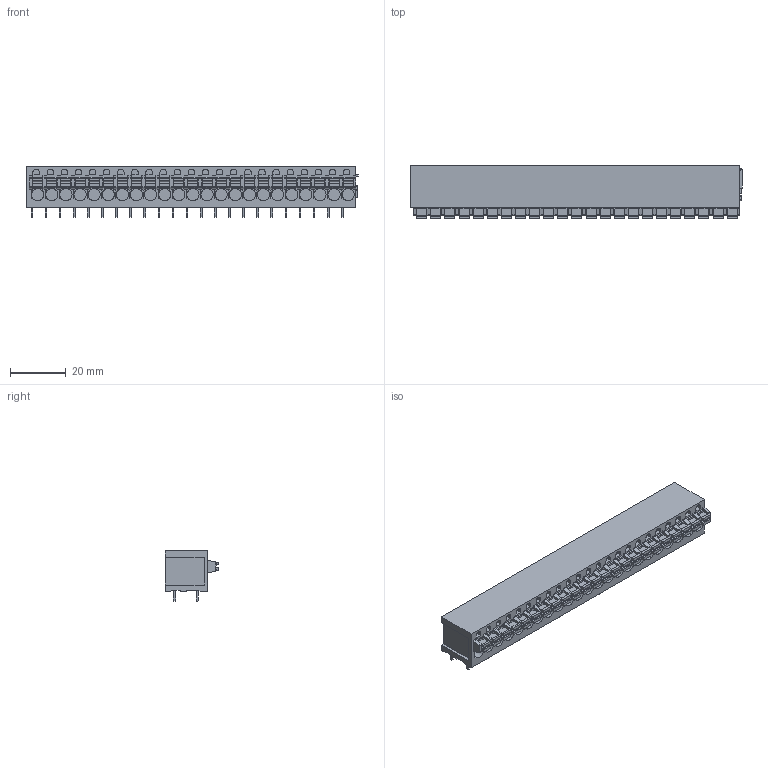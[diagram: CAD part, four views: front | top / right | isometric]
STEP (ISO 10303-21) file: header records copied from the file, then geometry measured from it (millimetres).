
FILE_DESCRIPTION(('CATIA V5 STEP Exchange','CAx-IF Rec.Pracs.--- Model Styling and Organization---1.2---2011-12-15'),'2;1');
FILE_NAME ('D1451118_0_1330940000_1330940000.stp','2018-09-07T10:43:45+00:00',('none'),('Weidmueller'),'CATIA Version 5-6 Release 2014','CATIA V5 STEP AP214','none');
FILE_SCHEMA(('AUTOMOTIVE_DESIGN { 1 0 10303 214 1 1 1 1 }'));
Length unit declared in the file: millimetre
Products named in the file (1): 1330940000
Bounding box: 119.49 x 19.2 x 18.3 mm (x, y, z)
Volume: 24829 mm3; surface area: 14323.7 mm2
Topology: 70 solids, 70 shells, 1534 faces, 4035 edges, 2690 vertices
Faces by surface type: plane 1193, cylinder 341
Entity records: 42521 total; most frequent: ORIENTED_EDGE 8070, CARTESIAN_POINT 7745, DIRECTION 5498, EDGE_CURVE 4035, VECTOR 3284, LINE 3284, VERTEX_POINT 2690, EDGE_LOOP 1583
